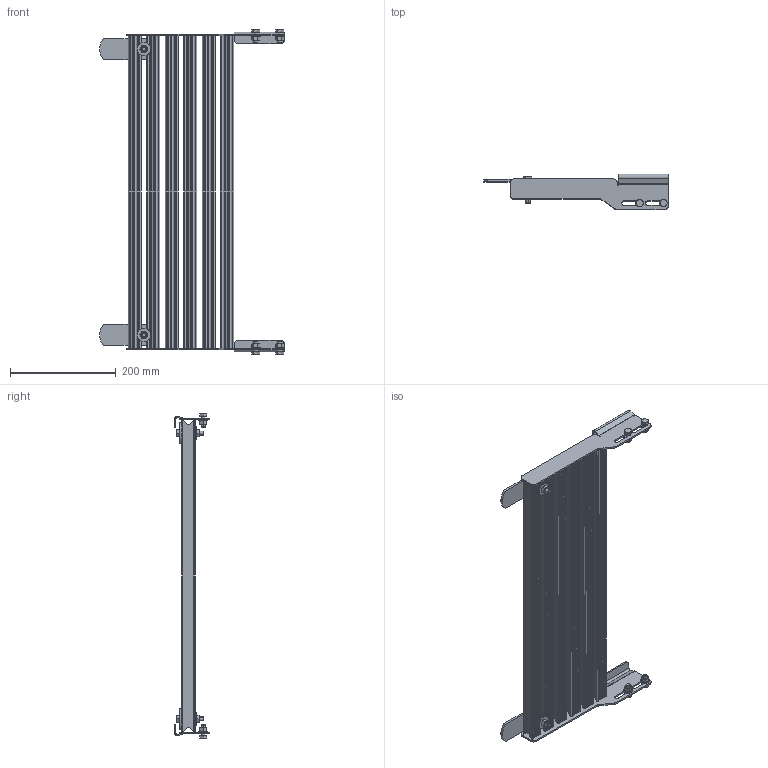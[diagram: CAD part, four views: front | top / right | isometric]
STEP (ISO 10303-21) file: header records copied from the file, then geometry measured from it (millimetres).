
FILE_DESCRIPTION (( 'STEP AP203' ), '1' );
FILE_NAME ('0529230306.STEP', '2024-05-29T08:09:31', ( '' ), ( '' ), 'SwSTEP 2.0', 'SolidWorks 2022', '' );
FILE_SCHEMA (( 'CONFIG_CONTROL_DESIGN' ));
Length unit declared in the file: metre
Products named in the file (1): 0529230306
Bounding box: 349.9 x 66.96 x 614.8 mm (x, y, z)
Volume: 629189 mm3; surface area: 772520.3 mm2
Topology: 28 solids, 28 shells, 912 faces, 2342 edges, 1486 vertices
Faces by surface type: plane 560, cylinder 178, cone 162, torus 12
Entity records: 28195 total; most frequent: CARTESIAN_POINT 5917, ORIENTED_EDGE 4684, DIRECTION 4506, EDGE_CURVE 2342, LINE 1572, VECTOR 1572, VERTEX_POINT 1486, AXIS2_PLACEMENT_3D 1467
